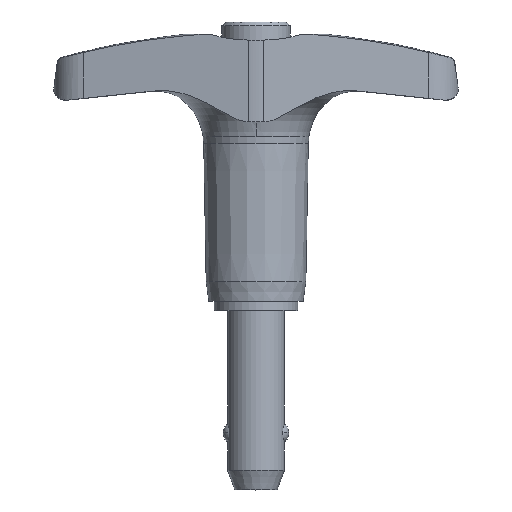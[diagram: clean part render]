
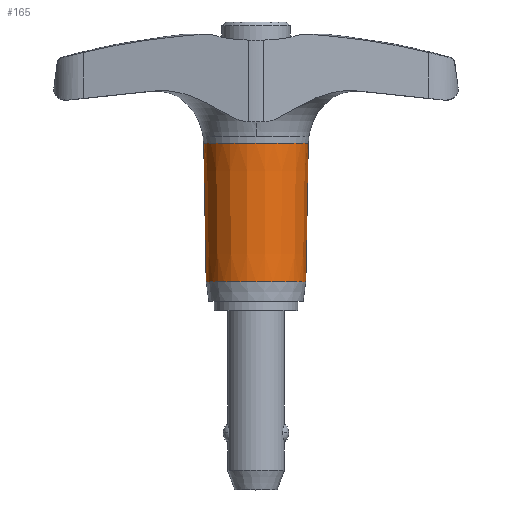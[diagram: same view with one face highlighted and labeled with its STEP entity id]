
A CAD part, top view. The second image highlights one B-rep face of the part: STEP entity #165.
In plain terms, the highlighted conical face has half-angle 1 degrees and reference radius 5.71 mm.
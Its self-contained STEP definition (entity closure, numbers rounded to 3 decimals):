
#165=ADVANCED_FACE('',(#369),#370,.T.);
#369=FACE_OUTER_BOUND('',#608,.T.);
#370=CONICAL_SURFACE('',#609,5.71,0.017);
#608=EDGE_LOOP('',(#1058,#1059,#1060,#1061));
#609=AXIS2_PLACEMENT_3D('',#1062,#1063,#1064);
#1058=ORIENTED_EDGE('',*,*,#1473,.T.);
#1059=ORIENTED_EDGE('',*,*,#1636,.F.);
#1060=ORIENTED_EDGE('',*,*,#1475,.T.);
#1061=ORIENTED_EDGE('',*,*,#1571,.T.);
#1062=CARTESIAN_POINT('',(0.0,10.959,0.0));
#1063=DIRECTION('',(-0.0,1.0,-0.0));
#1064=DIRECTION('',(1.0,0.0,0.0));
#1473=EDGE_CURVE('',#1772,#1773,#1774,.T.);
#1475=EDGE_CURVE('',#1777,#1775,#1778,.T.);
#1571=EDGE_CURVE('',#1775,#1772,#1937,.T.);
#1636=EDGE_CURVE('',#1777,#1773,#2033,.T.);
#1772=VERTEX_POINT('',#2236);
#1773=VERTEX_POINT('',#2237);
#1774=LINE('',#2238,#2239);
#1775=VERTEX_POINT('',#2240);
#1777=VERTEX_POINT('',#2242);
#1778=LINE('',#2243,#2244);
#1937=CIRCLE('',#2918,5.575);
#2033=CIRCLE('',#3324,5.845);
#2236=CARTESIAN_POINT('',(5.575,3.216,0.0));
#2237=CARTESIAN_POINT('',(5.845,18.702,0.));
#2238=CARTESIAN_POINT('',(5.71,10.959,0.));
#2239=VECTOR('',#3881,1.0);
#2240=CARTESIAN_POINT('',(-5.575,3.216,0.));
#2242=CARTESIAN_POINT('',(-5.845,18.702,0.0));
#2243=CARTESIAN_POINT('',(-5.71,10.959,0.));
#2244=VECTOR('',#3885,1.0);
#2918=AXIS2_PLACEMENT_3D('',#3990,#3991,#3992);
#3324=AXIS2_PLACEMENT_3D('',#4057,#4058,#4059);
#3881=DIRECTION('',(0.017,1.,0.));
#3885=DIRECTION('',(0.017,-1.,0.));
#3990=CARTESIAN_POINT('',(0.0,3.216,0.0));
#3991=DIRECTION('',(-0.0,1.0,0.0));
#3992=DIRECTION('',(1.0,0.0,0.0));
#4057=CARTESIAN_POINT('',(0.0,18.702,0.0));
#4058=DIRECTION('',(0.0,1.0,0.0));
#4059=DIRECTION('',(-1.0,0.0,0.0));
